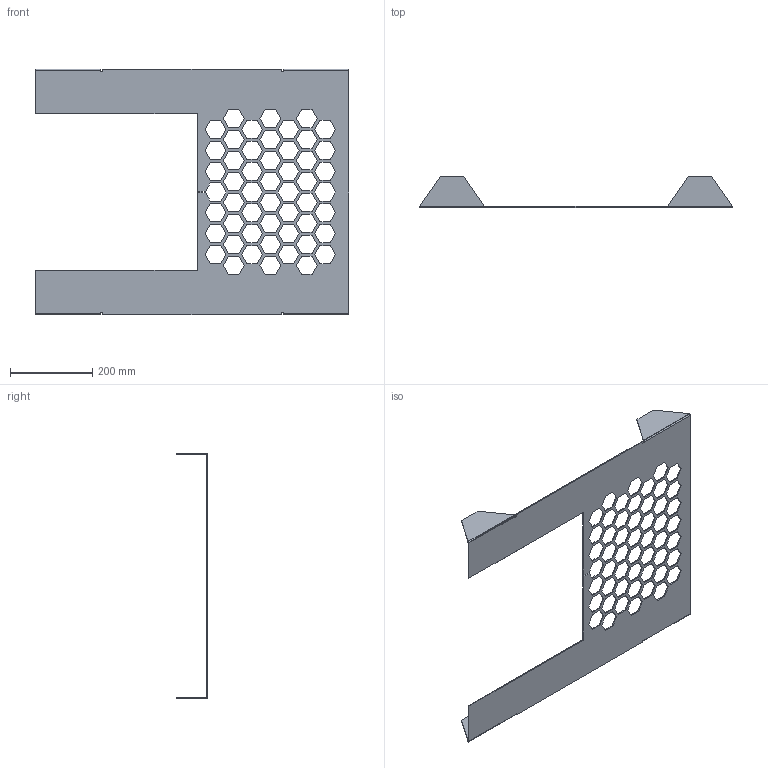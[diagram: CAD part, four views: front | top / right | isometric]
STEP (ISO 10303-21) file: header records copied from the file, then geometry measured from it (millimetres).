
FILE_DESCRIPTION (( 'STEP AP203' ), '1' );
FILE_NAME ('Base Plate.STEP', '2018-01-12T01:52:52', ( '' ), ( '' ), 'SwSTEP 2.0', 'SolidWorks 2016', '' );
FILE_SCHEMA (( 'CONFIG_CONTROL_DESIGN' ));
Length unit declared in the file: inch
Products named in the file (1): Base Plate
Bounding box: 762 x 76.2 x 596.9 mm (x, y, z)
Volume: 632098.2 mm3; surface area: 527709.7 mm2
Topology: 1 solids, 1 shells, 373 faces, 1081 edges, 710 vertices
Faces by surface type: plane 363, cylinder 10
Entity records: 12282 total; most frequent: CARTESIAN_POINT 2165, ORIENTED_EDGE 2162, DIRECTION 1849, EDGE_CURVE 1081, LINE 1061, VECTOR 1061, VERTEX_POINT 710, EDGE_LOOP 475
